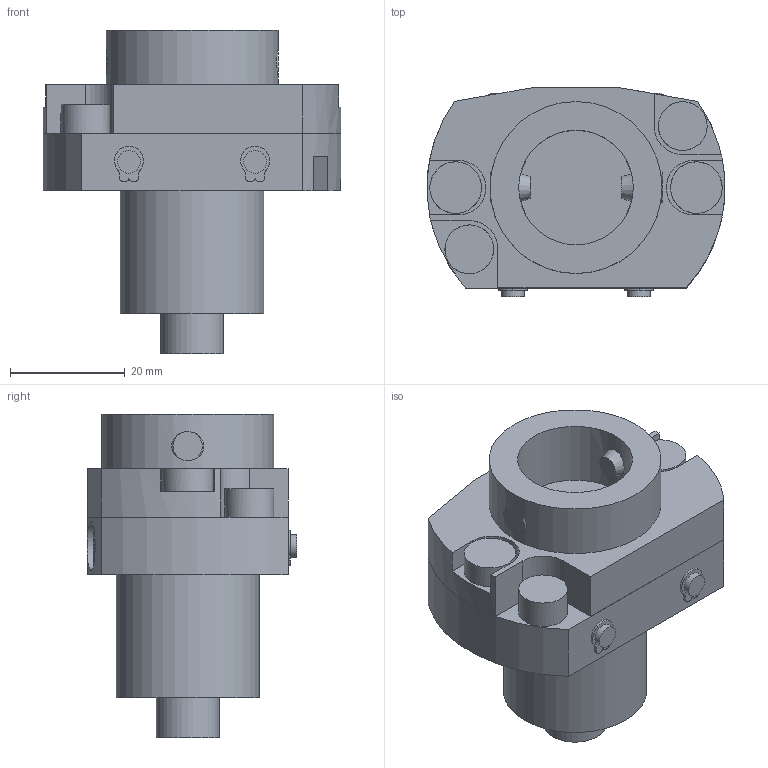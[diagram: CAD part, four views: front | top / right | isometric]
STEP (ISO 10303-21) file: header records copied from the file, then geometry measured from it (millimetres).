
FILE_DESCRIPTION(/* description */ (''),/* implementation_level */ '2;1');
FILE_NAME(/* name */ '10011028990_stp.stp',/* time_stamp */ '2018-01-18T07:35:17+01:00',/* author */ (''),/* organization */ (''),/* preprocessor_version */ 'ST-DEVELOPER v15',/* originating_system */ 'SIEMENS PLM Software NX 9.0',/* authorisation */ '');
FILE_SCHEMA (('AUTOMOTIVE_DESIGN { 1 0 10303 214 3 1 1 1 }'));
Length unit declared in the file: millimetre
Products named in the file (1): reic1F483FDCqmn5
Bounding box: 51.91 x 36.5 x 56.5 mm (x, y, z)
Volume: 43032 mm3; surface area: 13898.5 mm2
Topology: 2 solids, 2 shells, 104 faces, 247 edges, 164 vertices
Faces by surface type: plane 54, cylinder 42, cone 8
Full cylindrical faces by diameter (mm): 4 x2, 5 x3, 8.5 x2, 9 x2, 11 x1, 20 x1, 25 x1, 30 x1
Entity records: 3229 total; most frequent: CARTESIAN_POINT 707, DIRECTION 522, ORIENTED_EDGE 432, EDGE_CURVE 216, AXIS2_PLACEMENT_3D 207, VERTEX_POINT 152, EDGE_LOOP 144, LINE 108
